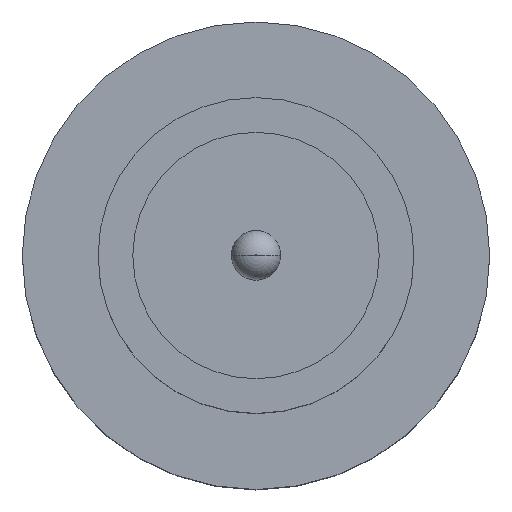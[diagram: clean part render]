
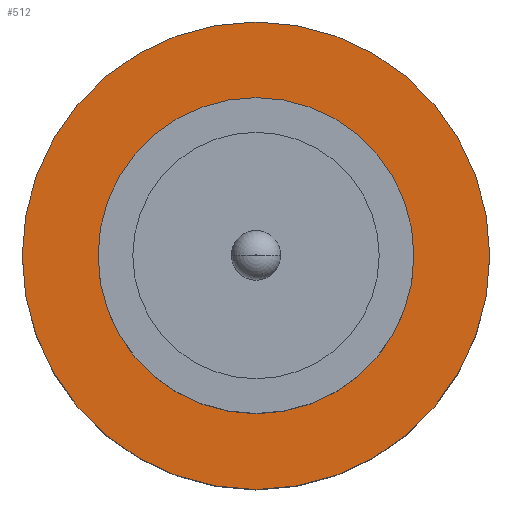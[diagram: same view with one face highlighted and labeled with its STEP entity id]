
A CAD part, top view. The second image highlights one B-rep face of the part: STEP entity #512.
In plain terms, the highlighted planar face has unit normal (0, 0, 1).
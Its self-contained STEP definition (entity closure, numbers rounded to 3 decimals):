
#4 = CARTESIAN_POINT ( 'NONE',  ( 0., 0., 1.55 ) ) ;
#26 = AXIS2_PLACEMENT_3D ( 'NONE', #279, #440, #508 ) ;
#34 = CARTESIAN_POINT ( 'NONE',  ( -1.25, 0., 1.55 ) ) ;
#127 = CIRCLE ( 'NONE', #136, 1.25 ) ;
#135 = DIRECTION ( 'NONE',  ( 0., 0., 1. ) ) ;
#136 = AXIS2_PLACEMENT_3D ( 'NONE', #4, #135, #275 ) ;
#137 = EDGE_CURVE ( 'NONE', #717, #754, #669, .T. ) ;
#234 = EDGE_CURVE ( 'NONE', #754, #717, #127, .T. ) ;
#241 = VERTEX_POINT ( 'NONE', #634 ) ;
#251 = AXIS2_PLACEMENT_3D ( 'NONE', #869, #375, #453 ) ;
#258 = CARTESIAN_POINT ( 'NONE',  ( 0., 0., 1.55 ) ) ;
#275 = DIRECTION ( 'NONE',  ( 1., 0., 0. ) ) ;
#279 = CARTESIAN_POINT ( 'NONE',  ( 0., 0., 1.55 ) ) ;
#332 = CIRCLE ( 'NONE', #504, 1.85 ) ;
#336 = EDGE_CURVE ( 'NONE', #241, #899, #896, .T. ) ;
#359 = ORIENTED_EDGE ( 'NONE', *, *, #902, .T. ) ;
#368 = FACE_BOUND ( 'NONE', #877, .T. ) ;
#375 = DIRECTION ( 'NONE',  ( 0., 0., 1. ) ) ;
#381 = ORIENTED_EDGE ( 'NONE', *, *, #234, .F. ) ;
#389 = FACE_OUTER_BOUND ( 'NONE', #664, .T. ) ;
#394 = DIRECTION ( 'NONE',  ( 0., 0., 1. ) ) ;
#420 = AXIS2_PLACEMENT_3D ( 'NONE', #258, #605, #823 ) ;
#440 = DIRECTION ( 'NONE',  ( 0., 0., 1. ) ) ;
#441 = ORIENTED_EDGE ( 'NONE', *, *, #336, .T. ) ;
#453 = DIRECTION ( 'NONE',  ( 1., 0., 0. ) ) ;
#473 = CARTESIAN_POINT ( 'NONE',  ( 0., 0., 1.55 ) ) ;
#504 = AXIS2_PLACEMENT_3D ( 'NONE', #473, #394, #604 ) ;
#508 = DIRECTION ( 'NONE',  ( 1., 0., 0. ) ) ;
#512 = ADVANCED_FACE ( 'NONE', ( #368, #389 ), #545, .T. ) ;
#545 = PLANE ( 'NONE',  #420 ) ;
#548 = CARTESIAN_POINT ( 'NONE',  ( 1.25, 0., 1.55 ) ) ;
#576 = ORIENTED_EDGE ( 'NONE', *, *, #137, .F. ) ;
#604 = DIRECTION ( 'NONE',  ( 1., 0., 0. ) ) ;
#605 = DIRECTION ( 'NONE',  ( 0., 0., 1. ) ) ;
#634 = CARTESIAN_POINT ( 'NONE',  ( 1.85, 0., 1.55 ) ) ;
#664 = EDGE_LOOP ( 'NONE', ( #359, #441 ) ) ;
#669 = CIRCLE ( 'NONE', #26, 1.25 ) ;
#717 = VERTEX_POINT ( 'NONE', #548 ) ;
#754 = VERTEX_POINT ( 'NONE', #34 ) ;
#817 = CARTESIAN_POINT ( 'NONE',  ( -1.85, 0., 1.55 ) ) ;
#823 = DIRECTION ( 'NONE',  ( 1., 0., 0. ) ) ;
#869 = CARTESIAN_POINT ( 'NONE',  ( 0., 0., 1.55 ) ) ;
#877 = EDGE_LOOP ( 'NONE', ( #576, #381 ) ) ;
#896 = CIRCLE ( 'NONE', #251, 1.85 ) ;
#899 = VERTEX_POINT ( 'NONE', #817 ) ;
#902 = EDGE_CURVE ( 'NONE', #899, #241, #332, .T. ) ;
